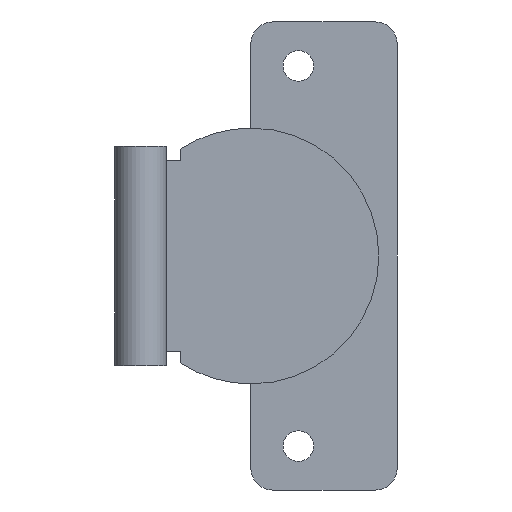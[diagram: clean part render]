
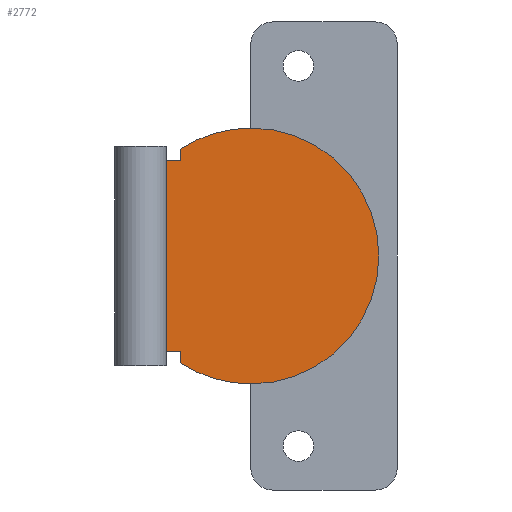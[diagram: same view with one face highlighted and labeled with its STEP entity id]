
A CAD part, front view. The second image highlights one B-rep face of the part: STEP entity #2772.
In plain terms, the highlighted planar face has unit normal (0, -1, 0).
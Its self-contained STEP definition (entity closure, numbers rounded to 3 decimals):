
#684=DIRECTION('',(0.,0.,-1.));
#685=VECTOR('',#684,26.);
#686=CARTESIAN_POINT('',(-11.,-12.,13.));
#687=LINE('',#686,#685);
#700=CARTESIAN_POINT('',(0.6,-12.,0.));
#701=DIRECTION('',(0.,1.,0.));
#702=DIRECTION('',(-0.549,0.,0.836));
#703=AXIS2_PLACEMENT_3D('',#700,#701,#702);
#705=CARTESIAN_POINT('',(0.6,-12.,0.));
#706=DIRECTION('',(0.,1.,0.));
#707=DIRECTION('',(0.,0.,1.));
#708=AXIS2_PLACEMENT_3D('',#705,#706,#707);
#710=CARTESIAN_POINT('',(0.6,-12.,0.));
#711=DIRECTION('',(0.,1.,0.));
#712=DIRECTION('',(0.,0.,-1.));
#713=AXIS2_PLACEMENT_3D('',#710,#711,#712);
#715=DIRECTION('',(-1.,0.,0.));
#716=VECTOR('',#715,2.);
#717=CARTESIAN_POINT('',(-9.,-12.,-13.));
#718=LINE('',#717,#716);
#719=DIRECTION('',(0.,0.,1.));
#720=VECTOR('',#719,1.632);
#721=CARTESIAN_POINT('',(-9.,-12.,13.));
#722=LINE('',#721,#720);
#1224=DIRECTION('',(0.,0.,-1.));
#1225=VECTOR('',#1224,1.632);
#1226=CARTESIAN_POINT('',(-9.,-12.,-13.));
#1227=LINE('',#1226,#1225);
#1455=DIRECTION('',(-1.,0.,0.));
#1456=VECTOR('',#1455,2.);
#1457=CARTESIAN_POINT('',(-9.,-12.,13.));
#1458=LINE('',#1457,#1456);
#1876=CARTESIAN_POINT('',(-11.,-12.,13.));
#1877=CARTESIAN_POINT('',(-11.,-12.,-13.));
#1878=VERTEX_POINT('',#1876);
#1879=VERTEX_POINT('',#1877);
#2131=CARTESIAN_POINT('',(-9.,-12.,-14.632));
#2132=VERTEX_POINT('',#2131);
#2133=CARTESIAN_POINT('',(0.6,-12.,-17.5));
#2134=VERTEX_POINT('',#2133);
#2135=CARTESIAN_POINT('',(0.6,-12.,17.5));
#2136=VERTEX_POINT('',#2135);
#2137=CARTESIAN_POINT('',(-9.,-12.,14.632));
#2138=VERTEX_POINT('',#2137);
#2264=CARTESIAN_POINT('',(-9.,-12.,13.));
#2265=VERTEX_POINT('',#2264);
#2266=CARTESIAN_POINT('',(-9.,-12.,-13.));
#2267=VERTEX_POINT('',#2266);
#2750=CARTESIAN_POINT('',(18.1,-12.,15.));
#2751=DIRECTION('',(0.,-1.,0.));
#2752=DIRECTION('',(-1.,0.,0.));
#2753=AXIS2_PLACEMENT_3D('',#2750,#2751,#2752);
#2754=PLANE('',#2753);
#2756=ORIENTED_EDGE('',*,*,#2755,.T.);
#2758=ORIENTED_EDGE('',*,*,#2757,.T.);
#2760=ORIENTED_EDGE('',*,*,#2759,.T.);
#2762=ORIENTED_EDGE('',*,*,#2761,.F.);
#2764=ORIENTED_EDGE('',*,*,#2763,.T.);
#2765=ORIENTED_EDGE('',*,*,#2732,.F.);
#2767=ORIENTED_EDGE('',*,*,#2766,.F.);
#2769=ORIENTED_EDGE('',*,*,#2768,.T.);
#2770=EDGE_LOOP('',(#2756,#2758,#2760,#2762,#2764,#2765,#2767,#2769));
#2771=FACE_OUTER_BOUND('',#2770,.F.);
#704=CIRCLE('',#703,17.5);
#709=CIRCLE('',#708,17.5);
#714=CIRCLE('',#713,17.5);
#2732=EDGE_CURVE('',#1878,#1879,#687,.T.);
#2755=EDGE_CURVE('',#2138,#2136,#704,.T.);
#2757=EDGE_CURVE('',#2136,#2134,#709,.T.);
#2759=EDGE_CURVE('',#2134,#2132,#714,.T.);
#2761=EDGE_CURVE('',#2267,#2132,#1227,.T.);
#2763=EDGE_CURVE('',#2267,#1879,#718,.T.);
#2766=EDGE_CURVE('',#2265,#1878,#1458,.T.);
#2768=EDGE_CURVE('',#2265,#2138,#722,.T.);
#2772=ADVANCED_FACE('',(#2771),#2754,.T.);
